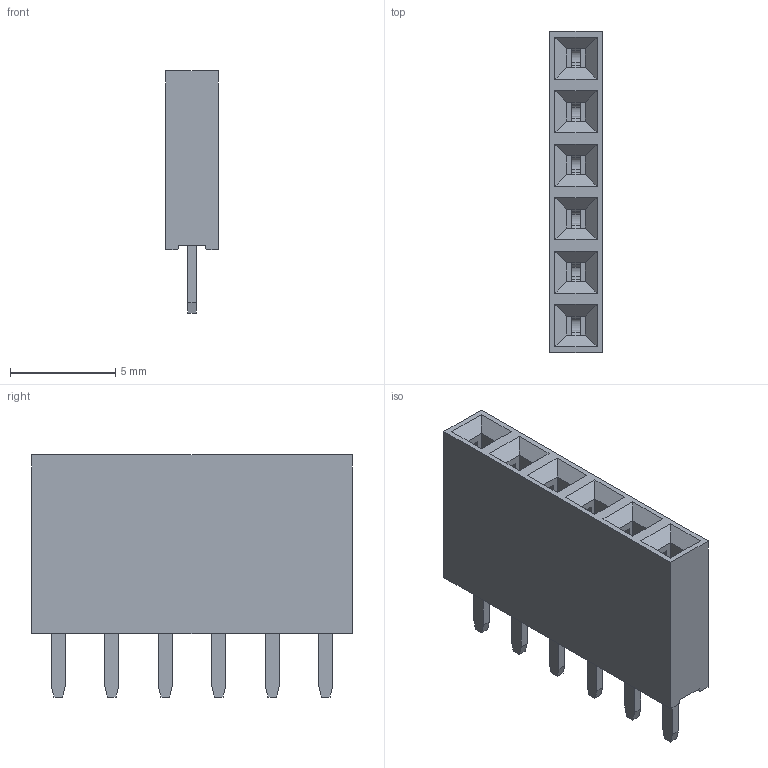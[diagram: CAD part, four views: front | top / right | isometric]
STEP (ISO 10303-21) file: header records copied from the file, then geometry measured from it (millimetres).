
FILE_DESCRIPTION(('FreeCAD Model'),'2;1');
FILE_NAME('Open CASCADE Shape Model','2023-05-12T02:54:48',( 'kicad StepUp'),('ksu MCAD'),'Open CASCADE STEP processor 7.6', 'FreeCAD','Unknown');
FILE_SCHEMA(('AUTOMOTIVE_DESIGN { 1 0 10303 214 1 1 1 1 }'));
Length unit declared in the file: millimetre
Products named in the file (8): Female_Header_1x6_P2.54_H8.5_straight; Pin_One001; Epoxy_Body001; Body013; Body014; Body015; Body016; Body017
Assembly tree (7 placements, depth 2):
  Female_Header_1x6_P2.54_H8.5_straight
    Pin_One001
    Epoxy_Body001
    Body013
    Body014
    Body015
    Body016
    Body017
Bounding box: 2.5 x 15.24 x 11.5 mm (x, y, z)
Volume: 280.3 mm3; surface area: 846 mm2
Topology: 7 solids, 7 shells, 252 faces, 702 edges, 464 vertices
Faces by surface type: plane 184, cylinder 44, bspline 24
Entity records: 8187 total; most frequent: CARTESIAN_POINT 1522, ORIENTED_EDGE 1404, DIRECTION 1250, EDGE_CURVE 702, LINE 578, VECTOR 578, VERTEX_POINT 464, AXIS2_PLACEMENT_3D 336
